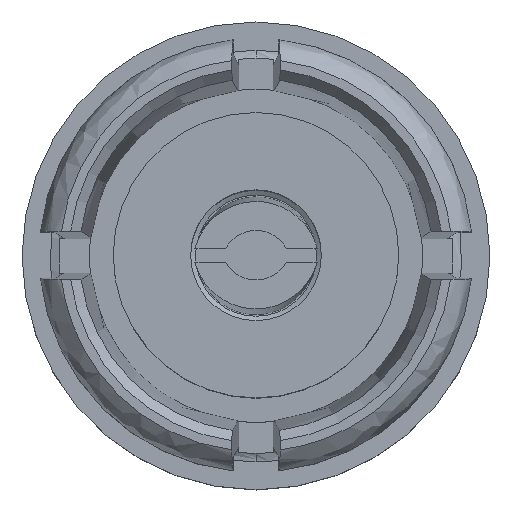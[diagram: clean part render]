
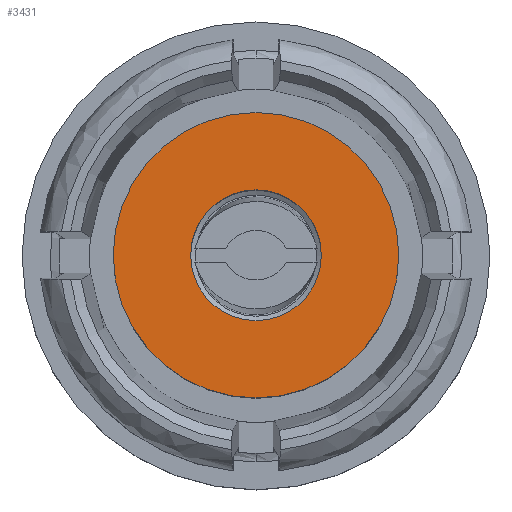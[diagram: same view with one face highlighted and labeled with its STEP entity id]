
A CAD part, top view. The second image highlights one B-rep face of the part: STEP entity #3431.
In plain terms, the highlighted planar face has unit normal (0, 0, 1).
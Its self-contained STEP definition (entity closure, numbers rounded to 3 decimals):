
#625 = AXIS2_PLACEMENT_3D ( 'NONE', #798, #799, #800 ) ;
#654 = CIRCLE ( 'NONE', #656, 0.475 ) ;
#656 = AXIS2_PLACEMENT_3D ( 'NONE', #877, #878, #879 ) ;
#797 = PLANE ( 'NONE',  #625 ) ;
#798 = CARTESIAN_POINT ( 'NONE',  ( -1.05, -1.05, 0. ) ) ;
#799 = DIRECTION ( 'NONE',  ( 0., 0., -1. ) ) ;
#800 = DIRECTION ( 'NONE',  ( 0., 1., 0. ) ) ;
#877 = CARTESIAN_POINT ( 'NONE',  ( 0., 0., 0. ) ) ;
#878 = DIRECTION ( 'NONE',  ( 0., 0., 1. ) ) ;
#879 = DIRECTION ( 'NONE',  ( -1., 0., 0. ) ) ;
#1350 = AXIS2_PLACEMENT_3D ( 'NONE', #4288, #4289, #4290 ) ;
#1358 = CIRCLE ( 'NONE', #1350, 1.037 ) ;
#2193 = EDGE_LOOP ( 'NONE', ( #2904 ) ) ;
#2295 = EDGE_LOOP ( 'NONE', ( #2772 ) ) ;
#2772 = ORIENTED_EDGE ( 'NONE', *, *, #3193, .T. ) ;
#2904 = ORIENTED_EDGE ( 'NONE', *, *, #3455, .F. ) ;
#3193 = EDGE_CURVE ( 'NONE', #3759, #3759, #1358, .T. ) ;
#3431 = ADVANCED_FACE ( 'NONE', ( #3943, #3942 ), #797, .F. ) ;
#3455 = EDGE_CURVE ( 'NONE', #3753, #3753, #654, .T. ) ;
#3753 = VERTEX_POINT ( 'NONE', #5236 ) ;
#3759 = VERTEX_POINT ( 'NONE', #5230 ) ;
#3942 = FACE_OUTER_BOUND ( 'NONE', #2295, .T. ) ;
#3943 = FACE_BOUND ( 'NONE', #2193, .T. ) ;
#4288 = CARTESIAN_POINT ( 'NONE',  ( 0., 0., 0. ) ) ;
#4289 = DIRECTION ( 'NONE',  ( 0., 0., 1. ) ) ;
#4290 = DIRECTION ( 'NONE',  ( -1., 0., 0. ) ) ;
#5230 = CARTESIAN_POINT ( 'NONE',  ( -1.037, 0., 0. ) ) ;
#5236 = CARTESIAN_POINT ( 'NONE',  ( -0.475, 0., 0. ) ) ;
